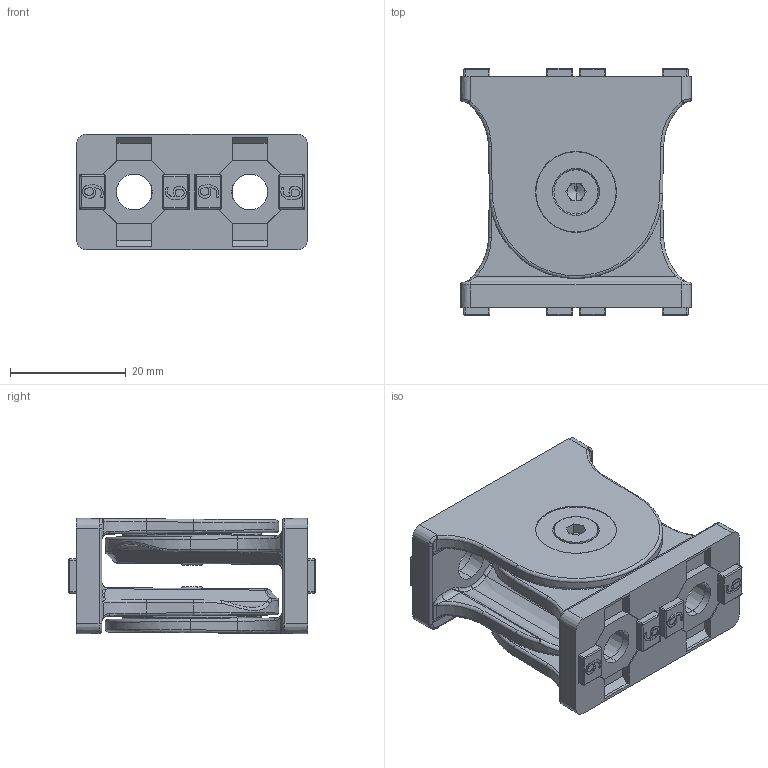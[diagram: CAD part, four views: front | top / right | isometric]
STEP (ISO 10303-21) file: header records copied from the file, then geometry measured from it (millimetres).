
FILE_DESCRIPTION (( 'STEP AP214' ), '1' );
FILE_NAME ('new products093ga2040an06.step', '2017-09-27T09:47:08', ( '' ), ( '' ), 'SwSTEP 2.0', 'SolidWorks 2017', '' );
FILE_SCHEMA (( 'AUTOMOTIVE_DESIGN' ));
Length unit declared in the file: millimetre
Products named in the file (6): new products093ga2040an06; 093GA2040R01; 093GR33; 093gr21_093gr22; 093gr24_Standard; Countersunk head screw ISO 10642 - M4x08_DIN 7991 - M4
Assembly tree (12 placements, depth 2):
  new products093ga2040an06
    093GA2040R01  x2
    093GR33  x2
    093gr21_093gr22  x4
    093gr24_Standard  x2
    Countersunk head screw ISO 10642 - M4x08_DIN 7991 - M4  x2
Bounding box: 40 x 42.9 x 20 mm (x, y, z)
Volume: 16056.6 mm3; surface area: 15248.7 mm2
Topology: 12 solids, 12 shells, 1088 faces, 2630 edges, 1534 vertices
Faces by surface type: plane 310, bspline 288, cylinder 286, sphere 80, torus 70, cone 54
Entity records: 16764 total; most frequent: CARTESIAN_POINT 6619, ORIENTED_EDGE 2190, DIRECTION 1927, EDGE_CURVE 1095, AXIS2_PLACEMENT_3D 735, VERTEX_POINT 651, EDGE_LOOP 496, FACE_OUTER_BOUND 468
